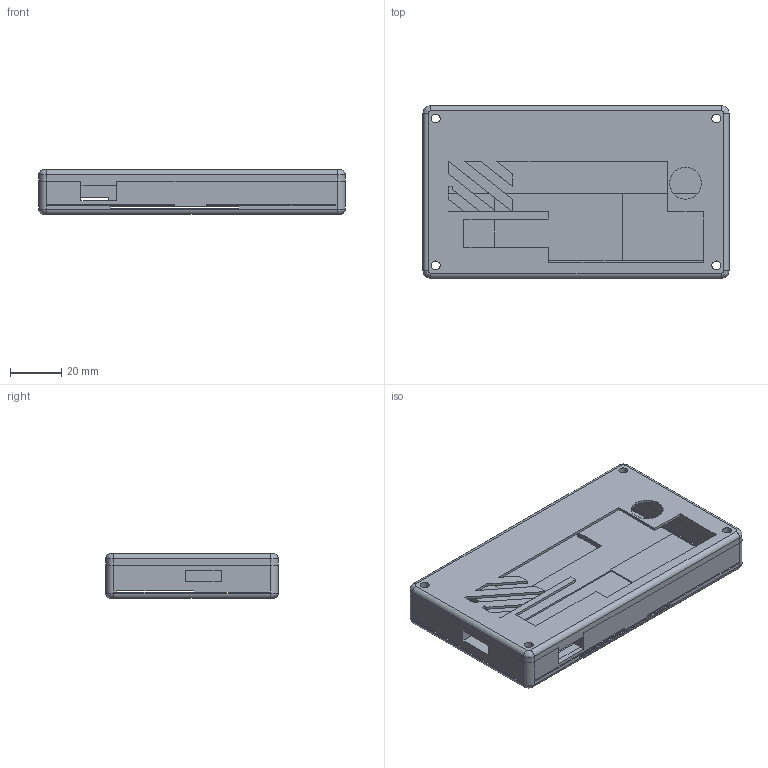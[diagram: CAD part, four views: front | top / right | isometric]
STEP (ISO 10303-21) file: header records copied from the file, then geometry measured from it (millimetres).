
FILE_DESCRIPTION(/* description */ (''),/* implementation_level */ '2;1');
FILE_NAME(/* name */ 'Untitled v9.step',/* time_stamp */ '2025-07-30T17:06:54-04:00',/* author */ (''),/* organization */ (''),/* preprocessor_version */ 'ST-DEVELOPER v20.1',/* originating_system */ 'Autodesk Translation Framework v14.10.0.0',/* authorisation */ '');
FILE_SCHEMA (('AUTOMOTIVE_DESIGN { 1 0 10303 214 3 1 1 }'));
Length unit declared in the file: millimetre
Products named in the file (3): Untitled; bottom; top
Assembly tree (2 placements, depth 2):
  Untitled
    bottom
    top
Bounding box: 119.41 x 67.24 x 17.5 mm (x, y, z)
Volume: 51890.6 mm3; surface area: 46527.8 mm2
Topology: 3 solids, 3 shells, 586 faces, 1697 edges, 1099 vertices
Faces by surface type: bspline 282, plane 271, cylinder 33
Full cylindrical faces by diameter (mm): 3.4 x10, 6 x4, 12.481 x1
Entity records: 21863 total; most frequent: CARTESIAN_POINT 8109, ORIENTED_EDGE 3394, DIRECTION 1889, EDGE_CURVE 1697, VERTEX_POINT 1099, LINE 1027, VECTOR 1027, EDGE_LOOP 638
